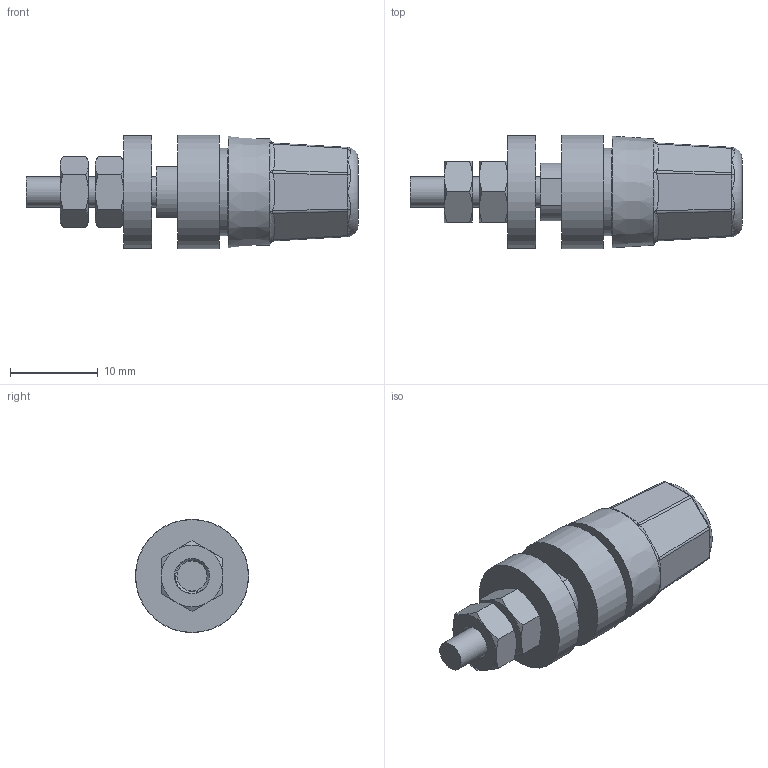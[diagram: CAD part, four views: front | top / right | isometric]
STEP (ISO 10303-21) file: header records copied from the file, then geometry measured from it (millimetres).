
FILE_DESCRIPTION(/* description */ (''),/* implementation_level */ '2;1');
FILE_NAME(/* name */ 'Banana jack (4mm female socket).step',/* time_stamp */ '2021-11-06T17:34:50+01:00',/* author */ (''),/* organization */ (''),/* preprocessor_version */ 'ST-DEVELOPER v18.1',/* originating_system */ 'Autodesk Translation Framework v10.10.0.1391',/* authorisation */ '');
FILE_SCHEMA (('AUTOMOTIVE_DESIGN { 1 0 10303 214 3 1 1 }'));
Length unit declared in the file: millimetre
Products named in the file (6): Banana jack (4mm female socket); Metal rod; Knob part; Front fixing part; Back washer; M4 nut
Assembly tree (6 placements, depth 2):
  Banana jack (4mm female socket)
    Metal rod
    Knob part
    Front fixing part
    Back washer
    M4 nut  x2
Bounding box: 37.79 x 12.9 x 12.9 mm (x, y, z)
Volume: 2736.9 mm3; surface area: 3096.9 mm2
Topology: 6 solids, 6 shells, 197 faces, 482 edges, 304 vertices
Faces by surface type: bspline 60, cylinder 47, plane 47, cone 41, torus 2
Full cylindrical faces by diameter (mm): 1.9 x2, 3.091 x4, 3.417 x1, 3.8 x1, 4 x8, 4.5 x1, 4.901 x1, 5.035 x1, 10 x1, 10.1 x1, 12.85 x1, 12.9 x1
Entity records: 8422 total; most frequent: CARTESIAN_POINT 4858, ORIENTED_EDGE 792, DIRECTION 560, EDGE_CURVE 396, VERTEX_POINT 252, AXIS2_PLACEMENT_3D 226, EDGE_LOOP 180, FACE_OUTER_BOUND 161
